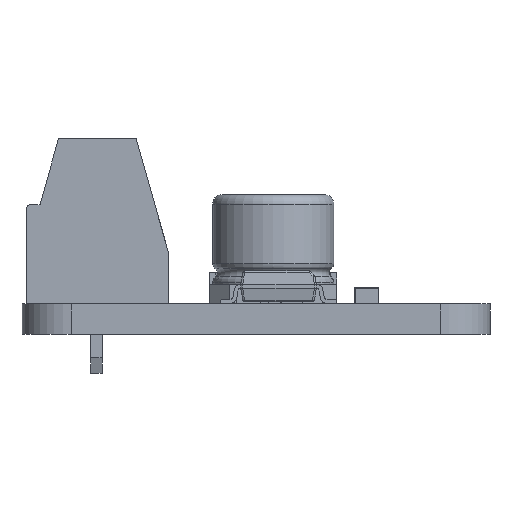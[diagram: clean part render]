
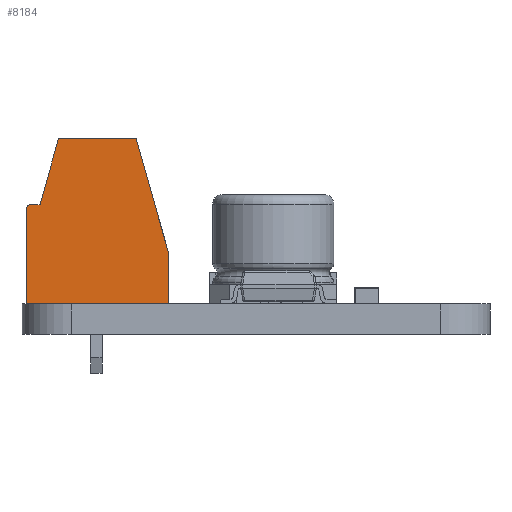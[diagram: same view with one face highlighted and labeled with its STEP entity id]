
A CAD part, left-side view. The second image highlights one B-rep face of the part: STEP entity #8184.
In plain terms, the highlighted face is planar.
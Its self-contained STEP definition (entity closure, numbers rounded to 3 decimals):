
#445=PLANE('',#9062);
#895=FACE_OUTER_BOUND('',#1426,.T.);
#1426=EDGE_LOOP('',(#7130,#7131,#7132,#7133,#7134,#7135,#7136,#7137));
#2108=LINE('',#13321,#2889);
#2142=LINE('',#14007,#2923);
#2143=LINE('',#14009,#2924);
#2144=LINE('',#14011,#2925);
#2145=LINE('',#14015,#2926);
#2146=LINE('',#14017,#2927);
#2147=LINE('',#14018,#2928);
#2889=VECTOR('',#11053,1000.);
#2923=VECTOR('',#11205,1000.);
#2924=VECTOR('',#11206,1000.);
#2925=VECTOR('',#11207,1000.);
#2926=VECTOR('',#11210,1000.);
#2927=VECTOR('',#11211,1000.);
#2928=VECTOR('',#11212,1000.);
#3387=CIRCLE('',#9063,0.2);
#3939=VERTEX_POINT('',#13319);
#3940=VERTEX_POINT('',#13320);
#4003=VERTEX_POINT('',#14006);
#4004=VERTEX_POINT('',#14008);
#4005=VERTEX_POINT('',#14010);
#4006=VERTEX_POINT('',#14012);
#4007=VERTEX_POINT('',#14014);
#4008=VERTEX_POINT('',#14016);
#4986=EDGE_CURVE('',#3939,#3940,#2108,.T.);
#5072=EDGE_CURVE('',#4003,#3940,#2142,.T.);
#5073=EDGE_CURVE('',#4003,#4004,#2143,.T.);
#5074=EDGE_CURVE('',#4004,#4005,#2144,.T.);
#5075=EDGE_CURVE('',#4005,#4006,#3387,.T.);
#5076=EDGE_CURVE('',#4006,#4007,#2145,.T.);
#5077=EDGE_CURVE('',#4007,#4008,#2146,.T.);
#5078=EDGE_CURVE('',#3939,#4008,#2147,.T.);
#7130=ORIENTED_EDGE('',*,*,#4986,.T.);
#7131=ORIENTED_EDGE('',*,*,#5072,.F.);
#7132=ORIENTED_EDGE('',*,*,#5073,.T.);
#7133=ORIENTED_EDGE('',*,*,#5074,.T.);
#7134=ORIENTED_EDGE('',*,*,#5075,.T.);
#7135=ORIENTED_EDGE('',*,*,#5076,.T.);
#7136=ORIENTED_EDGE('',*,*,#5077,.T.);
#7137=ORIENTED_EDGE('',*,*,#5078,.F.);
#8184=ADVANCED_FACE('',(#895),#445,.F.);
#9062=AXIS2_PLACEMENT_3D('',#14005,#11203,#11204);
#9063=AXIS2_PLACEMENT_3D('',#14013,#11208,#11209);
#11053=DIRECTION('',(0.,-0.274,0.962));
#11203=DIRECTION('center_axis',(-1.,0.,0.));
#11204=DIRECTION('ref_axis',(0.,-1.,0.));
#11205=DIRECTION('',(0.,1.,0.));
#11206=DIRECTION('',(0.,-0.269,-0.963));
#11207=DIRECTION('',(0.,-1.,0.));
#11208=DIRECTION('center_axis',(1.,0.,0.));
#11209=DIRECTION('ref_axis',(0.,-1.,0.));
#11210=DIRECTION('',(0.,0.,-1.));
#11211=DIRECTION('',(0.,1.,0.));
#11212=DIRECTION('',(0.,0.,-1.));
#13319=CARTESIAN_POINT('',(3.58,3.722,2.72));
#13320=CARTESIAN_POINT('',(3.58,2.072,8.52));
#13321=CARTESIAN_POINT('',(3.58,3.531,3.393));
#14005=CARTESIAN_POINT('Origin',(3.58,-3.578,8.52));
#14006=CARTESIAN_POINT('',(3.58,-1.928,8.52));
#14007=CARTESIAN_POINT('',(3.58,-3.578,8.52));
#14008=CARTESIAN_POINT('',(3.58,-2.878,5.12));
#14009=CARTESIAN_POINT('',(3.58,-1.928,8.52));
#14010=CARTESIAN_POINT('',(3.58,-3.378,5.12));
#14011=CARTESIAN_POINT('',(3.58,-2.878,5.12));
#14012=CARTESIAN_POINT('',(3.58,-3.578,4.92));
#14013=CARTESIAN_POINT('Origin',(3.58,-3.378,4.92));
#14014=CARTESIAN_POINT('',(3.58,-3.578,0.02));
#14015=CARTESIAN_POINT('',(3.58,-3.578,8.52));
#14016=CARTESIAN_POINT('',(3.58,3.722,0.02));
#14017=CARTESIAN_POINT('',(3.58,-3.578,0.02));
#14018=CARTESIAN_POINT('',(3.58,3.722,8.52));
